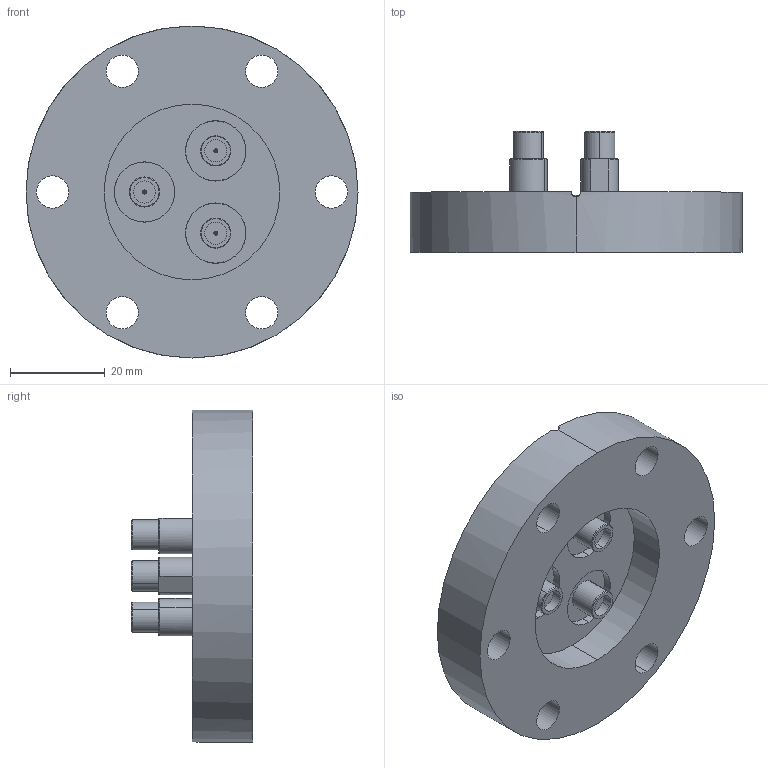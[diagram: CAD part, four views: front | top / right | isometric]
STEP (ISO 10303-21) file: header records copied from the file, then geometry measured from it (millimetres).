
FILE_DESCRIPTION (( 'STEP AP214' ), '1' );
FILE_NAME ('242-SMAD27G-C40-3.STEP', '2020-09-10T12:08:01', ( '' ), ( '' ), 'SwSTEP 2.0', 'SolidWorks 2017', '' );
FILE_SCHEMA (( 'AUTOMOTIVE_DESIGN' ));
Length unit declared in the file: millimetre
Products named in the file (3): 9242-SMAD18G-C40-3_DN40 CF; 242-SMAD27G-W; 242-SMAD27G-C40-3
Assembly tree (4 placements, depth 2):
  242-SMAD27G-C40-3
    9242-SMAD18G-C40-3_DN40 CF
    242-SMAD27G-W  x3
Bounding box: 69.9 x 25.5 x 69.9 mm (x, y, z)
Volume: 36860.9 mm3; surface area: 15639.5 mm2
Topology: 7 solids, 7 shells, 161 faces, 353 edges, 231 vertices
Faces by surface type: cylinder 92, plane 47, cone 22
Entity records: 2932 total; most frequent: CARTESIAN_POINT 452, DIRECTION 443, ORIENTED_EDGE 358, AXIS2_PLACEMENT_3D 190, EDGE_CURVE 179, VERTEX_POINT 117, EDGE_LOOP 106, CIRCLE 106
